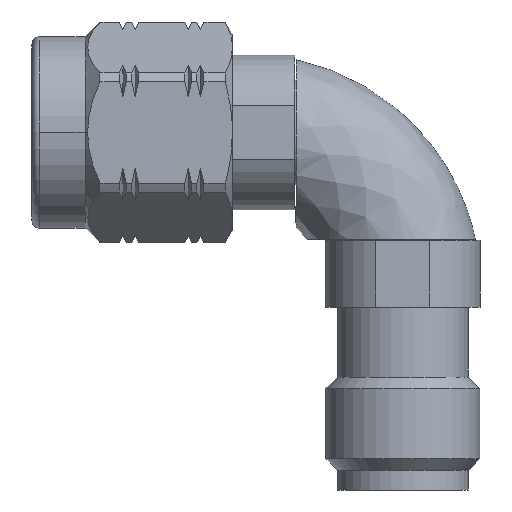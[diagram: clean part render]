
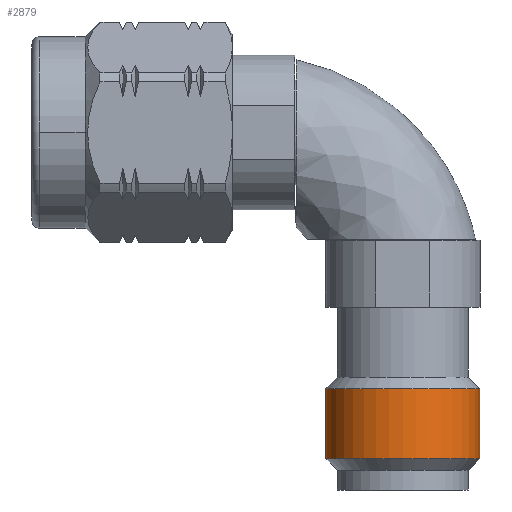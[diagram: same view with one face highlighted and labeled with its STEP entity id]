
A CAD part, front view. The second image highlights one B-rep face of the part: STEP entity #2879.
In plain terms, the highlighted cylindrical face has radius 3.13 mm (diameter 6.26 mm), a partial arc.
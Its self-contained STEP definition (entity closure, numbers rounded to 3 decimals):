
#177 = AXIS2_PLACEMENT_3D ( 'NONE', #4861, #4921, #484 ) ;
#218 = ORIENTED_EDGE ( 'NONE', *, *, #3003, .F. ) ;
#324 = VERTEX_POINT ( 'NONE', #3862 ) ;
#390 = DIRECTION ( 'NONE',  ( 0., 0., 1. ) ) ;
#444 = DIRECTION ( 'NONE',  ( 0., 0., 1. ) ) ;
#484 = DIRECTION ( 'NONE',  ( 1., 0., 0. ) ) ;
#621 = CARTESIAN_POINT ( 'NONE',  ( 12.21, 0., -13.3 ) ) ;
#763 = LINE ( 'NONE', #2126, #3998 ) ;
#778 = CARTESIAN_POINT ( 'NONE',  ( 12.21, 0., -10.44 ) ) ;
#1737 = CARTESIAN_POINT ( 'NONE',  ( 15.34, 0., -13.3 ) ) ;
#1758 = LINE ( 'NONE', #3120, #2010 ) ;
#2010 = VECTOR ( 'NONE', #444, 1000. ) ;
#2124 = DIRECTION ( 'NONE',  ( 0., 0., 1. ) ) ;
#2126 = CARTESIAN_POINT ( 'NONE',  ( 18.47, 0., -11.87 ) ) ;
#2629 = VERTEX_POINT ( 'NONE', #621 ) ;
#2879 = ADVANCED_FACE ( 'NONE', ( #3427 ), #2978, .T. ) ;
#2918 = ORIENTED_EDGE ( 'NONE', *, *, #4960, .F. ) ;
#2978 = CYLINDRICAL_SURFACE ( 'NONE', #5349, 3.13 ) ;
#3003 = EDGE_CURVE ( 'NONE', #2629, #3321, #1758, .T. ) ;
#3120 = CARTESIAN_POINT ( 'NONE',  ( 12.21, 0., -11.87 ) ) ;
#3321 = VERTEX_POINT ( 'NONE', #778 ) ;
#3418 = CARTESIAN_POINT ( 'NONE',  ( 18.47, 0., -10.44 ) ) ;
#3427 = FACE_OUTER_BOUND ( 'NONE', #3888, .T. ) ;
#3820 = CIRCLE ( 'NONE', #177, 3.13 ) ;
#3862 = CARTESIAN_POINT ( 'NONE',  ( 18.47, 0., -13.3 ) ) ;
#3888 = EDGE_LOOP ( 'NONE', ( #218, #5601, #4137, #2918 ) ) ;
#3891 = DIRECTION ( 'NONE',  ( 1., 0., 0. ) ) ;
#3893 = DIRECTION ( 'NONE',  ( 0., 0., 1. ) ) ;
#3998 = VECTOR ( 'NONE', #3893, 1000. ) ;
#4137 = ORIENTED_EDGE ( 'NONE', *, *, #4456, .T. ) ;
#4285 = CIRCLE ( 'NONE', #5229, 3.13 ) ;
#4410 = DIRECTION ( 'NONE',  ( 1., 0., 0. ) ) ;
#4456 = EDGE_CURVE ( 'NONE', #324, #5484, #763, .T. ) ;
#4757 = CARTESIAN_POINT ( 'NONE',  ( 15.34, 0., -11.87 ) ) ;
#4861 = CARTESIAN_POINT ( 'NONE',  ( 15.34, 0., -10.44 ) ) ;
#4921 = DIRECTION ( 'NONE',  ( 0., 0., 1. ) ) ;
#4960 = EDGE_CURVE ( 'NONE', #3321, #5484, #3820, .T. ) ;
#5202 = EDGE_CURVE ( 'NONE', #2629, #324, #4285, .T. ) ;
#5229 = AXIS2_PLACEMENT_3D ( 'NONE', #1737, #390, #4410 ) ;
#5349 = AXIS2_PLACEMENT_3D ( 'NONE', #4757, #2124, #3891 ) ;
#5484 = VERTEX_POINT ( 'NONE', #3418 ) ;
#5601 = ORIENTED_EDGE ( 'NONE', *, *, #5202, .T. ) ;
